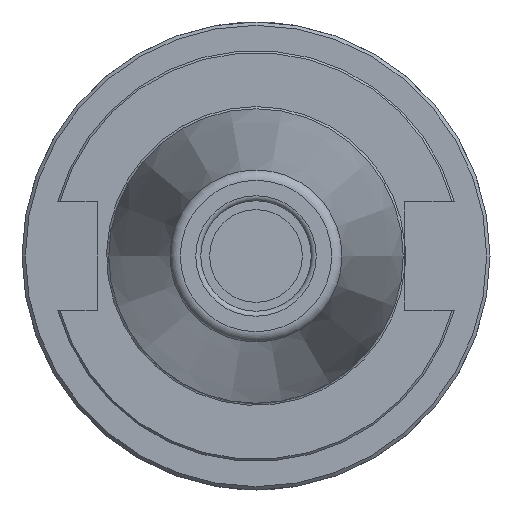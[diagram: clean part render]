
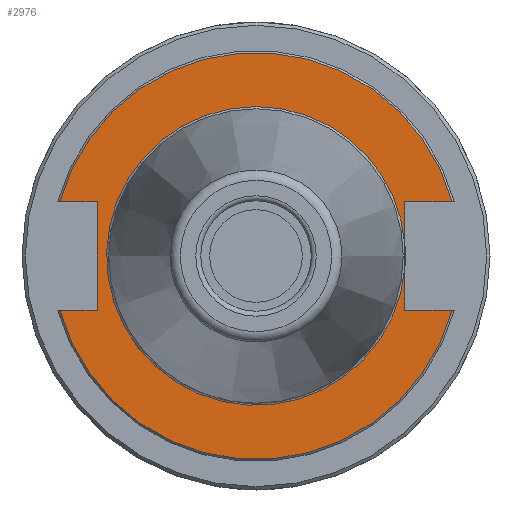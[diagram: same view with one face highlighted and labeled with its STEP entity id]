
A CAD part, left-side view. The second image highlights one B-rep face of the part: STEP entity #2976.
In plain terms, the highlighted planar face has unit normal (-1, 0, 0).
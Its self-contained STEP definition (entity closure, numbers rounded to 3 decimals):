
#163=CIRCLE('',#3243,48.25);
#166=CIRCLE('',#3247,48.25);
#167=CIRCLE('',#3249,35.429);
#168=CIRCLE('',#3250,35.429);
#343=FACE_OUTER_BOUND('',#532,.T.);
#532=EDGE_LOOP('',(#2204,#2205,#2206,#2207,#2208,#2209,#2210,#2211,#2212,
#2213,#2214));
#738=LINE('',#4672,#981);
#745=LINE('',#4716,#988);
#747=LINE('',#4720,#990);
#754=LINE('',#4779,#997);
#755=LINE('',#4789,#998);
#762=LINE('',#4833,#1005);
#768=LINE('',#4878,#1011);
#981=VECTOR('',#3722,10.);
#988=VECTOR('',#3731,10.);
#990=VECTOR('',#3733,10.);
#997=VECTOR('',#3742,10.);
#998=VECTOR('',#3749,10.);
#1005=VECTOR('',#3758,10.);
#1011=VECTOR('',#3766,10.);
#1262=VERTEX_POINT('',#4666);
#1264=VERTEX_POINT('',#4671);
#1275=VERTEX_POINT('',#4715);
#1276=VERTEX_POINT('',#4717);
#1277=VERTEX_POINT('',#4719);
#1281=VERTEX_POINT('',#4738);
#1290=VERTEX_POINT('',#4783);
#1292=VERTEX_POINT('',#4788);
#1303=VERTEX_POINT('',#4832);
#1305=VERTEX_POINT('',#4837);
#1315=VERTEX_POINT('',#4891);
#1584=EDGE_CURVE('',#1264,#1262,#738,.T.);
#1596=EDGE_CURVE('',#1275,#1264,#745,.T.);
#1598=EDGE_CURVE('',#1277,#1276,#747,.T.);
#1612=EDGE_CURVE('',#1281,#1277,#754,.T.);
#1615=EDGE_CURVE('',#1292,#1290,#755,.T.);
#1627=EDGE_CURVE('',#1303,#1292,#762,.T.);
#1639=EDGE_CURVE('',#1305,#1303,#768,.T.);
#1643=EDGE_CURVE('',#1281,#1290,#163,.T.);
#1646=EDGE_CURVE('',#1305,#1262,#166,.T.);
#1647=EDGE_CURVE('',#1276,#1315,#167,.T.);
#1648=EDGE_CURVE('',#1315,#1275,#168,.T.);
#2204=ORIENTED_EDGE('',*,*,#1596,.T.);
#2205=ORIENTED_EDGE('',*,*,#1584,.T.);
#2206=ORIENTED_EDGE('',*,*,#1646,.F.);
#2207=ORIENTED_EDGE('',*,*,#1639,.T.);
#2208=ORIENTED_EDGE('',*,*,#1627,.T.);
#2209=ORIENTED_EDGE('',*,*,#1615,.T.);
#2210=ORIENTED_EDGE('',*,*,#1643,.F.);
#2211=ORIENTED_EDGE('',*,*,#1612,.T.);
#2212=ORIENTED_EDGE('',*,*,#1598,.T.);
#2213=ORIENTED_EDGE('',*,*,#1647,.T.);
#2214=ORIENTED_EDGE('',*,*,#1648,.T.);
#2842=PLANE('',#3248);
#2976=ADVANCED_FACE('',(#343),#2842,.T.);
#3243=AXIS2_PLACEMENT_3D('',#4885,#3777,#3778);
#3247=AXIS2_PLACEMENT_3D('',#4889,#3785,#3786);
#3248=AXIS2_PLACEMENT_3D('',#4890,#3787,#3788);
#3249=AXIS2_PLACEMENT_3D('',#4892,#3789,#3790);
#3250=AXIS2_PLACEMENT_3D('',#4893,#3791,#3792);
#3722=DIRECTION('',(0.,-1.,0.));
#3731=DIRECTION('',(0.,0.,1.));
#3733=DIRECTION('',(0.,0.,1.));
#3742=DIRECTION('',(0.,1.,0.));
#3749=DIRECTION('',(0.,1.,0.));
#3758=DIRECTION('',(0.,0.,-1.));
#3766=DIRECTION('',(0.,-1.,0.));
#3777=DIRECTION('center_axis',(1.,0.,0.));
#3778=DIRECTION('ref_axis',(0.,0.,-1.));
#3785=DIRECTION('center_axis',(1.,0.,0.));
#3786=DIRECTION('ref_axis',(0.,0.,-1.));
#3787=DIRECTION('center_axis',(-1.,0.,0.));
#3788=DIRECTION('ref_axis',(0.,0.,1.));
#3789=DIRECTION('center_axis',(1.,0.,0.));
#3790=DIRECTION('ref_axis',(0.,0.,-1.));
#3791=DIRECTION('center_axis',(1.,0.,0.));
#3792=DIRECTION('ref_axis',(0.,0.,-1.));
#4666=CARTESIAN_POINT('',(3.175,-46.514,12.825));
#4671=CARTESIAN_POINT('',(3.175,-35.3,12.825));
#4672=CARTESIAN_POINT('',(3.175,6.475,12.825));
#4715=CARTESIAN_POINT('',(3.175,-35.3,3.016));
#4716=CARTESIAN_POINT('',(3.175,-35.3,-6.413));
#4717=CARTESIAN_POINT('',(3.175,-35.3,-3.016));
#4719=CARTESIAN_POINT('',(3.175,-35.3,-12.825));
#4720=CARTESIAN_POINT('',(3.175,-35.3,-6.413));
#4738=CARTESIAN_POINT('',(3.175,-46.514,-12.825));
#4779=CARTESIAN_POINT('',(3.175,-13.707,-12.825));
#4783=CARTESIAN_POINT('',(3.175,46.514,-12.825));
#4788=CARTESIAN_POINT('',(3.175,37.7,-12.825));
#4789=CARTESIAN_POINT('',(3.175,42.975,-12.825));
#4832=CARTESIAN_POINT('',(3.175,37.7,12.825));
#4833=CARTESIAN_POINT('',(3.175,37.7,6.413));
#4837=CARTESIAN_POINT('',(3.175,46.514,12.825));
#4878=CARTESIAN_POINT('',(3.175,61.395,12.825));
#4885=CARTESIAN_POINT('Origin',(3.175,0.,0.));
#4889=CARTESIAN_POINT('Origin',(3.175,0.,0.));
#4890=CARTESIAN_POINT('Origin',(3.175,48.25,0.));
#4891=CARTESIAN_POINT('',(3.175,0.,35.429));
#4892=CARTESIAN_POINT('Origin',(3.175,0.,0.));
#4893=CARTESIAN_POINT('Origin',(3.175,0.,0.));
